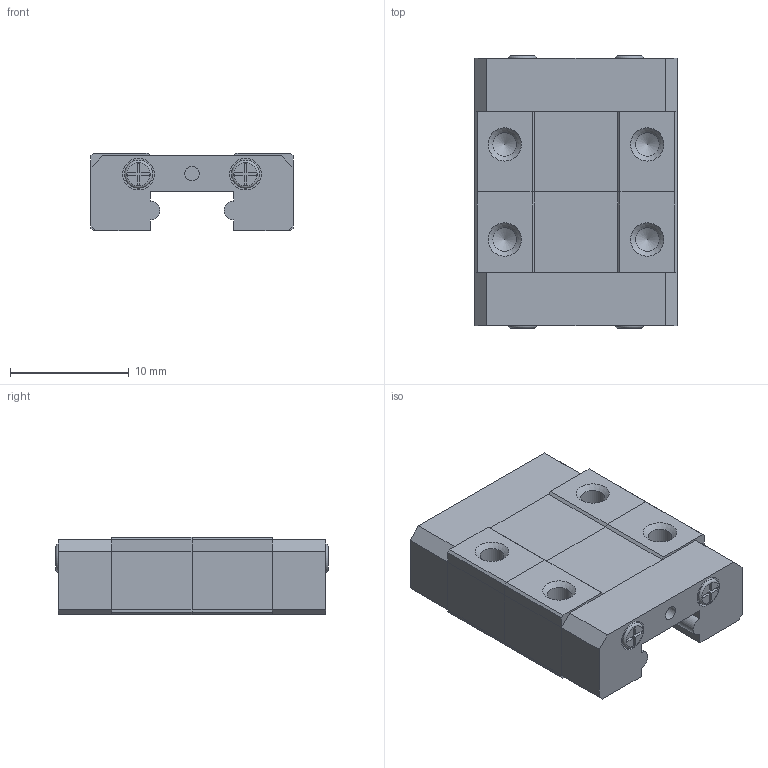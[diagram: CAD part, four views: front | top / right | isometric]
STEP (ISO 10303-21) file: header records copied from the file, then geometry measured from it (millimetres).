
FILE_DESCRIPTION(('FreeCAD Model'),'2;1');
FILE_NAME('Open CASCADE Shape Model','2024-08-27T18:06:56',(''),(''), 'Open CASCADE STEP processor 7.6','FreeCAD','Unknown');
FILE_SCHEMA(('AUTOMOTIVE_DESIGN { 1 0 10303 214 1 1 1 1 }'));
Length unit declared in the file: millimetre
Products named in the file (1): MGN7C
Bounding box: 17 x 22.9 x 6.5 mm (x, y, z)
Volume: 1907 mm3; surface area: 1569.6 mm2
Topology: 1 solids, 1 shells, 178 faces, 412 edges, 250 vertices
Faces by surface type: plane 148, cylinder 18, cone 8, torus 4
Full cylindrical faces by diameter (mm): 1.2 x2, 2 x4, 2.36 x4, 2.66 x4
Entity records: 10236 total; most frequent: CARTESIAN_POINT 1739, DIRECTION 1612, LINE 1148, VECTOR 1148, ORIENTED_EDGE 816, PCURVE 816, DEFINITIONAL_REPRESENTATION 816, EDGE_CURVE 408
